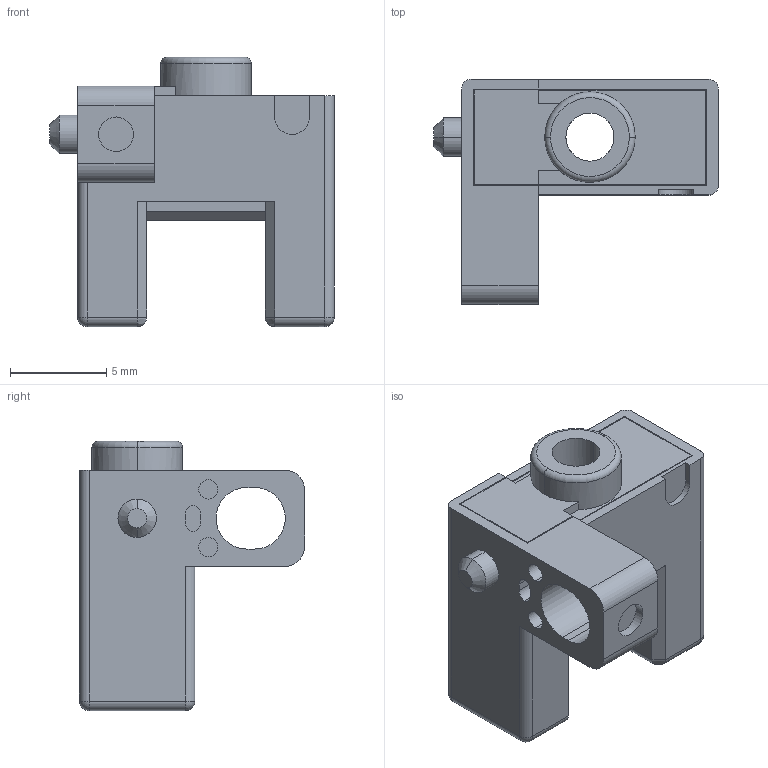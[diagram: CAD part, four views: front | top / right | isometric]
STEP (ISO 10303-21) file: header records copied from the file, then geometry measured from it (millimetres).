
FILE_DESCRIPTION((''),'2;1');
FILE_NAME('F25-0308B_21','2020-07-21T',('admin'),(''),'PRO/ENGINEER BY PARAMETRIC TECHNOLOGY CORPORATION, 2008380','PRO/ENGINEER BY PARAMETRIC TECHNOLOGY CORPORATION, 2008380','');
FILE_SCHEMA(('CONFIG_CONTROL_DESIGN'));
Length unit declared in the file: millimetre
Products named in the file (1): F25-0308B_21
Bounding box: 14.8 x 11.7 x 14 mm (x, y, z)
Volume: 25.9 mm3; surface area: 1339.3 mm2
Topology: 1 solids, 3 shells, 225 faces, 622 edges, 404 vertices
Faces by surface type: plane 180, cylinder 33, extrusion 4, sphere 4, cone 2, torus 2
Entity records: 7177 total; most frequent: CARTESIAN_POINT 1350, ORIENTED_EDGE 1236, DIRECTION 1132, EDGE_CURVE 618, VECTOR 540, LINE 536, VERTEX_POINT 404, AXIS2_PLACEMENT_3D 296
